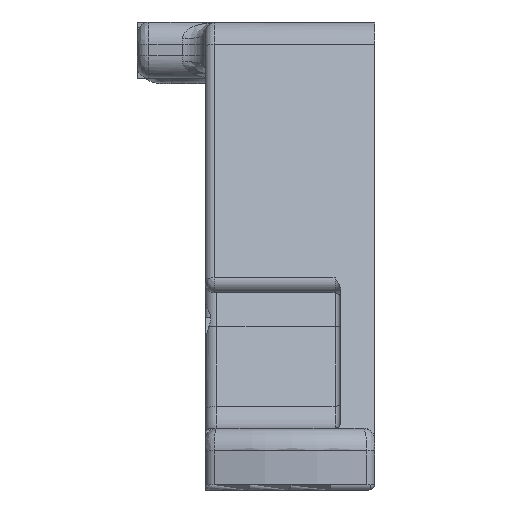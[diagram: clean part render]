
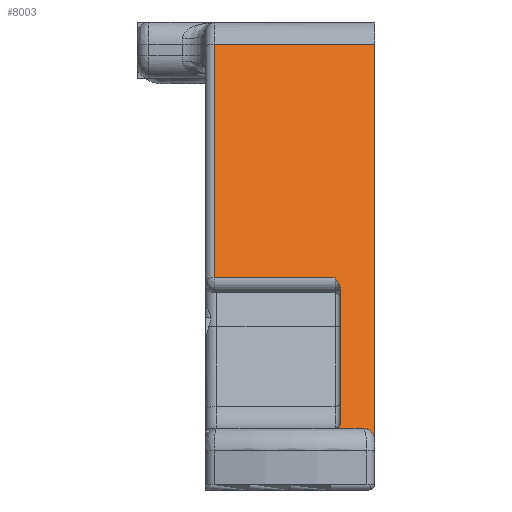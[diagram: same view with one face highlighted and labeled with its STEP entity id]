
A CAD part, front view. The second image highlights one B-rep face of the part: STEP entity #8003.
In plain terms, the highlighted planar face has unit normal (0, -0.939, 0.344).
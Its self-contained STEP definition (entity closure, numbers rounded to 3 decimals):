
#47=ELLIPSE('',#8753,0.532,0.5);
#48=ELLIPSE('',#8754,1.065,1.);
#84=B_SPLINE_CURVE_WITH_KNOTS('',3,(#13700,#13701,#13702,#13703,#13704,
#13705),.UNSPECIFIED.,.F.,.F.,(4,2,4),(0.283,0.328,
0.401),.UNSPECIFIED.);
#1164=FACE_OUTER_BOUND('',#1651,.T.);
#1651=EDGE_LOOP('',(#6759,#6760,#6761,#6762,#6763,#6764,#6765,#6766,#6767));
#2280=LINE('',#13664,#2970);
#2282=LINE('',#13695,#2972);
#2283=LINE('',#13698,#2973);
#2284=LINE('',#13707,#2974);
#2285=LINE('',#13711,#2975);
#2286=LINE('',#13714,#2976);
#2970=VECTOR('',#10675,10.);
#2972=VECTOR('',#10699,10.);
#2973=VECTOR('',#10702,10.);
#2974=VECTOR('',#10703,10.);
#2975=VECTOR('',#10706,10.);
#2976=VECTOR('',#10709,10.);
#3700=VERTEX_POINT('',#13661);
#3701=VERTEX_POINT('',#13663);
#3704=VERTEX_POINT('',#13691);
#3705=VERTEX_POINT('',#13697);
#3706=VERTEX_POINT('',#13699);
#3707=VERTEX_POINT('',#13706);
#3708=VERTEX_POINT('',#13708);
#3709=VERTEX_POINT('',#13710);
#3710=VERTEX_POINT('',#13712);
#4752=EDGE_CURVE('',#3700,#3701,#2280,.T.);
#4761=EDGE_CURVE('',#3704,#3700,#2282,.T.);
#4762=EDGE_CURVE('',#3705,#3704,#2283,.T.);
#4763=EDGE_CURVE('',#3706,#3705,#84,.T.);
#4764=EDGE_CURVE('',#3707,#3706,#2284,.T.);
#4765=EDGE_CURVE('',#3708,#3707,#47,.T.);
#4766=EDGE_CURVE('',#3709,#3708,#2285,.T.);
#4767=EDGE_CURVE('',#3710,#3709,#48,.F.);
#4768=EDGE_CURVE('',#3701,#3710,#2286,.T.);
#6759=ORIENTED_EDGE('',*,*,#4761,.F.);
#6760=ORIENTED_EDGE('',*,*,#4762,.F.);
#6761=ORIENTED_EDGE('',*,*,#4763,.F.);
#6762=ORIENTED_EDGE('',*,*,#4764,.F.);
#6763=ORIENTED_EDGE('',*,*,#4765,.F.);
#6764=ORIENTED_EDGE('',*,*,#4766,.F.);
#6765=ORIENTED_EDGE('',*,*,#4767,.F.);
#6766=ORIENTED_EDGE('',*,*,#4768,.F.);
#6767=ORIENTED_EDGE('',*,*,#4752,.F.);
#7649=PLANE('',#8752);
#8003=ADVANCED_FACE('',(#1164),#7649,.T.);
#8752=AXIS2_PLACEMENT_3D('',#13696,#10700,#10701);
#8753=AXIS2_PLACEMENT_3D('',#13709,#10704,#10705);
#8754=AXIS2_PLACEMENT_3D('',#13713,#10707,#10708);
#10675=DIRECTION('',(1.,0.,0.));
#10699=DIRECTION('',(0.,0.344,0.939));
#10700=DIRECTION('center_axis',(0.,-0.939,
0.344));
#10701=DIRECTION('ref_axis',(0.,0.344,0.939));
#10702=DIRECTION('',(-1.,0.,0.));
#10703=DIRECTION('',(0.,0.344,0.939));
#10704=DIRECTION('center_axis',(0.,-0.939,
0.344));
#10705=DIRECTION('ref_axis',(0.,-0.344,-0.939));
#10706=DIRECTION('',(-1.,0.,0.));
#10707=DIRECTION('center_axis',(0.,0.939,
-0.344));
#10708=DIRECTION('ref_axis',(0.,0.344,0.939));
#10709=DIRECTION('',(0.,-0.344,-0.939));
#13661=CARTESIAN_POINT('',(1.329,-50.176,39.387));
#13663=CARTESIAN_POINT('',(15.529,-50.176,39.387));
#13664=CARTESIAN_POINT('',(10.279,-50.176,39.387));
#13691=CARTESIAN_POINT('',(1.329,-57.752,18.699));
#13695=CARTESIAN_POINT('',(1.329,-57.383,19.708));
#13696=CARTESIAN_POINT('Origin',(15.529,-58.245,17.355));
#13697=CARTESIAN_POINT('',(12.029,-57.752,18.699));
#13698=CARTESIAN_POINT('',(15.529,-57.752,18.699));
#13699=CARTESIAN_POINT('',(12.529,-58.137,17.649));
#13700=CARTESIAN_POINT('Ctrl Pts',(12.529,-58.137,17.649));
#13701=CARTESIAN_POINT('Ctrl Pts',(12.529,-58.086,17.788));
#13702=CARTESIAN_POINT('Ctrl Pts',(12.486,-58.027,17.949));
#13703=CARTESIAN_POINT('Ctrl Pts',(12.336,-57.903,18.288));
#13704=CARTESIAN_POINT('Ctrl Pts',(12.17,-57.821,18.513));
#13705=CARTESIAN_POINT('Ctrl Pts',(12.029,-57.752,18.699));
#13706=CARTESIAN_POINT('',(12.529,-62.456,5.855));
#13707=CARTESIAN_POINT('',(12.529,-49.455,41.355));
#13708=CARTESIAN_POINT('',(12.029,-62.639,5.355));
#13709=CARTESIAN_POINT('Origin',(12.029,-62.456,5.855));
#13710=CARTESIAN_POINT('',(14.529,-62.639,5.355));
#13711=CARTESIAN_POINT('',(11.779,-62.639,5.355));
#13712=CARTESIAN_POINT('',(15.529,-63.006,4.355));
#13713=CARTESIAN_POINT('Origin',(14.529,-63.006,4.355));
#13714=CARTESIAN_POINT('',(15.529,-49.455,41.355));
